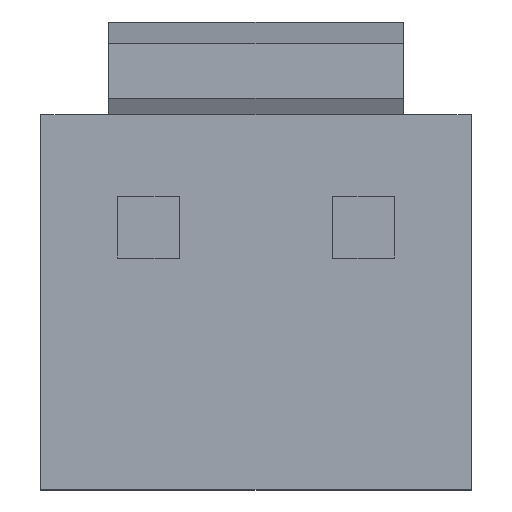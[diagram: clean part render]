
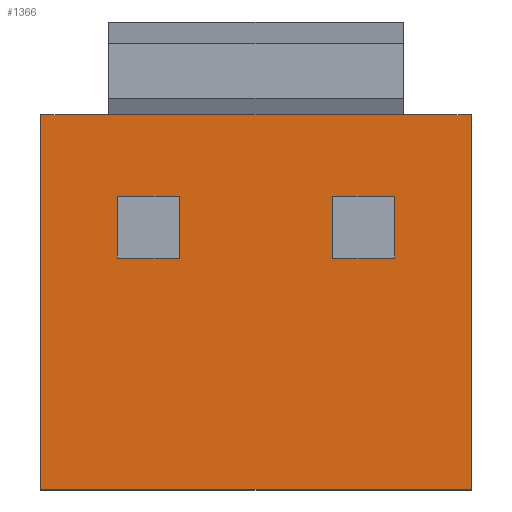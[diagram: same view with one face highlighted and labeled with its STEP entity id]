
A CAD part, top view. The second image highlights one B-rep face of the part: STEP entity #1366.
In plain terms, the highlighted planar face has unit normal (0, 0, 1).
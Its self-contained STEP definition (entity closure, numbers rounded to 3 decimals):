
#76=DIRECTION('',(0.,-1.,0.));
#77=VECTOR('',#76,6.9);
#78=CARTESIAN_POINT('',(-3.96,2.08,-6.2));
#79=LINE('',#78,#77);
#274=DIRECTION('',(0.,-1.,0.));
#275=VECTOR('',#274,6.9);
#276=CARTESIAN_POINT('',(3.96,2.08,-6.2));
#277=LINE('',#276,#275);
#278=DIRECTION('',(1.,0.,0.));
#279=VECTOR('',#278,7.92);
#280=CARTESIAN_POINT('',(-3.96,-4.82,-6.2));
#281=LINE('',#280,#279);
#282=DIRECTION('',(1.,0.,0.));
#283=VECTOR('',#282,1.25);
#284=CARTESIAN_POINT('',(-3.96,2.08,-6.2));
#285=LINE('',#284,#283);
#286=DIRECTION('',(1.,0.,0.));
#287=VECTOR('',#286,5.42);
#288=CARTESIAN_POINT('',(-2.71,2.08,-6.2));
#289=LINE('',#288,#287);
#290=DIRECTION('',(-1.,0.,0.));
#291=VECTOR('',#290,1.25);
#292=CARTESIAN_POINT('',(3.96,2.08,-6.2));
#293=LINE('',#292,#291);
#294=DIRECTION('',(0.,1.,0.));
#295=VECTOR('',#294,1.14);
#296=CARTESIAN_POINT('',(1.41,-0.57,-6.2));
#297=LINE('',#296,#295);
#298=DIRECTION('',(-1.,0.,0.));
#299=VECTOR('',#298,1.14);
#300=CARTESIAN_POINT('',(2.55,-0.57,-6.2));
#301=LINE('',#300,#299);
#302=DIRECTION('',(0.,-1.,0.));
#303=VECTOR('',#302,1.14);
#304=CARTESIAN_POINT('',(2.55,0.57,-6.2));
#305=LINE('',#304,#303);
#306=DIRECTION('',(1.,0.,0.));
#307=VECTOR('',#306,1.14);
#308=CARTESIAN_POINT('',(1.41,0.57,-6.2));
#309=LINE('',#308,#307);
#310=DIRECTION('',(0.,1.,0.));
#311=VECTOR('',#310,1.14);
#312=CARTESIAN_POINT('',(-2.55,-0.57,-6.2));
#313=LINE('',#312,#311);
#314=DIRECTION('',(-1.,0.,0.));
#315=VECTOR('',#314,1.14);
#316=CARTESIAN_POINT('',(-1.41,-0.57,-6.2));
#317=LINE('',#316,#315);
#318=DIRECTION('',(0.,-1.,0.));
#319=VECTOR('',#318,1.14);
#320=CARTESIAN_POINT('',(-1.41,0.57,-6.2));
#321=LINE('',#320,#319);
#322=DIRECTION('',(1.,0.,0.));
#323=VECTOR('',#322,1.14);
#324=CARTESIAN_POINT('',(-2.55,0.57,-6.2));
#325=LINE('',#324,#323);
#890=CARTESIAN_POINT('',(-3.96,-4.82,-6.2));
#892=VERTEX_POINT('',#890);
#894=CARTESIAN_POINT('',(3.96,-4.82,-6.2));
#896=VERTEX_POINT('',#894);
#898=CARTESIAN_POINT('',(-3.96,2.08,-6.2));
#900=VERTEX_POINT('',#898);
#902=CARTESIAN_POINT('',(3.96,2.08,-6.2));
#904=VERTEX_POINT('',#902);
#907=CARTESIAN_POINT('',(-2.71,2.08,-6.2));
#909=VERTEX_POINT('',#907);
#911=CARTESIAN_POINT('',(2.71,2.08,-6.2));
#913=VERTEX_POINT('',#911);
#942=CARTESIAN_POINT('',(1.41,-0.57,-6.2));
#943=CARTESIAN_POINT('',(1.41,0.57,-6.2));
#944=VERTEX_POINT('',#942);
#945=VERTEX_POINT('',#943);
#946=CARTESIAN_POINT('',(2.55,0.57,-6.2));
#947=VERTEX_POINT('',#946);
#948=CARTESIAN_POINT('',(2.55,-0.57,-6.2));
#949=VERTEX_POINT('',#948);
#974=CARTESIAN_POINT('',(-2.55,-0.57,-6.2));
#975=CARTESIAN_POINT('',(-2.55,0.57,-6.2));
#976=VERTEX_POINT('',#974);
#977=VERTEX_POINT('',#975);
#978=CARTESIAN_POINT('',(-1.41,0.57,-6.2));
#979=VERTEX_POINT('',#978);
#980=CARTESIAN_POINT('',(-1.41,-0.57,-6.2));
#981=VERTEX_POINT('',#980);
#1333=CARTESIAN_POINT('',(-3.96,2.08,-6.2));
#1334=DIRECTION('',(0.,0.,1.));
#1335=DIRECTION('',(0.,-1.,0.));
#1336=AXIS2_PLACEMENT_3D('',#1333,#1334,#1335);
#1337=PLANE('',#1336);
#1338=ORIENTED_EDGE('',*,*,#1088,.T.);
#1339=ORIENTED_EDGE('',*,*,#1201,.T.);
#1340=ORIENTED_EDGE('',*,*,#1299,.F.);
#1341=ORIENTED_EDGE('',*,*,#1315,.T.);
#1342=ORIENTED_EDGE('',*,*,#1326,.F.);
#1343=ORIENTED_EDGE('',*,*,#1069,.F.);
#1344=EDGE_LOOP('',(#1338,#1339,#1340,#1341,#1342,#1343));
#1345=FACE_OUTER_BOUND('',#1344,.F.);
#1347=ORIENTED_EDGE('',*,*,#1346,.F.);
#1349=ORIENTED_EDGE('',*,*,#1348,.F.);
#1351=ORIENTED_EDGE('',*,*,#1350,.F.);
#1353=ORIENTED_EDGE('',*,*,#1352,.F.);
#1354=EDGE_LOOP('',(#1347,#1349,#1351,#1353));
#1355=FACE_BOUND('',#1354,.F.);
#1357=ORIENTED_EDGE('',*,*,#1356,.F.);
#1359=ORIENTED_EDGE('',*,*,#1358,.F.);
#1361=ORIENTED_EDGE('',*,*,#1360,.F.);
#1363=ORIENTED_EDGE('',*,*,#1362,.F.);
#1364=EDGE_LOOP('',(#1357,#1359,#1361,#1363));
#1365=FACE_BOUND('',#1364,.F.);
#1366=ADVANCED_FACE('',(#1345,#1355,#1365),#1337,.T.);
#1069=EDGE_CURVE('',#900,#892,#79,.T.);
#1088=EDGE_CURVE('',#900,#909,#285,.T.);
#1201=EDGE_CURVE('',#909,#913,#289,.T.);
#1299=EDGE_CURVE('',#904,#913,#293,.T.);
#1315=EDGE_CURVE('',#904,#896,#277,.T.);
#1326=EDGE_CURVE('',#892,#896,#281,.T.);
#1346=EDGE_CURVE('',#944,#945,#297,.T.);
#1348=EDGE_CURVE('',#949,#944,#301,.T.);
#1350=EDGE_CURVE('',#947,#949,#305,.T.);
#1352=EDGE_CURVE('',#945,#947,#309,.T.);
#1356=EDGE_CURVE('',#976,#977,#313,.T.);
#1358=EDGE_CURVE('',#981,#976,#317,.T.);
#1360=EDGE_CURVE('',#979,#981,#321,.T.);
#1362=EDGE_CURVE('',#977,#979,#325,.T.);
